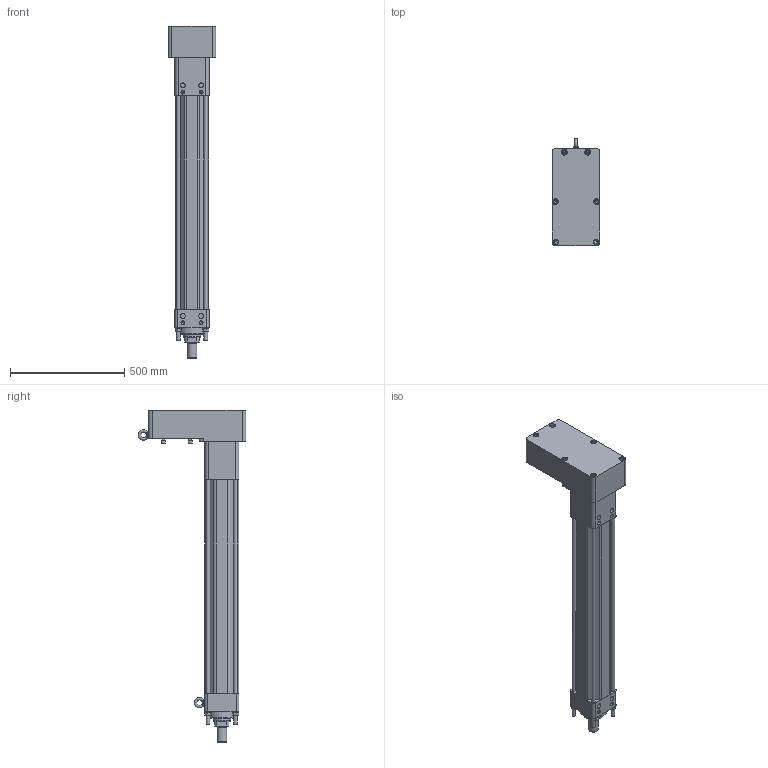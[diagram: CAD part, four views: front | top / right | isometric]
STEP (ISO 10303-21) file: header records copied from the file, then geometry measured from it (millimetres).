
FILE_DESCRIPTION (( 'STEP AP203' ), '1' );
FILE_NAME ('RS-492663-1.step', '2025-07-11T20:33:06', ( '' ), ( '' ), 'SwSTEP 2.0', 'SolidWorks 2024', '' );
FILE_SCHEMA (( 'CONFIG_CONTROL_DESIGN' ));
Length unit declared in the file: inch
Products named in the file (4): tempJoin0_21719011_RS-492663-1; tempJoin1_21719505_RS-492663-1; Base_RS-492663-1; RS-492663-1
Assembly tree (3 placements, depth 2):
  RS-492663-1
    tempJoin0_21719011_RS-492663-1
    tempJoin1_21719505_RS-492663-1
    Base_RS-492663-1
Bounding box: 209.55 x 470.95 x 1453.46 mm (x, y, z)
Volume: 25325241 mm3; surface area: 2403862.1 mm2
Topology: 12 solids, 16 shells, 1689 faces, 4539 edges, 2977 vertices
Faces by surface type: cylinder 887, plane 707, cone 71, bspline 12, torus 11, sphere 1
Full cylindrical faces by diameter (mm): 4.762 x1, 7.9 x1, 8 x2, 8.5 x8, 10.106 x4, 10.16 x6, 12 x4, 13.835 x2, 14 x10, 15.875 x13, 16.5 x6, 18 x4, 20.013 x4, 24 x6, 25 x2, 25.4 x7, 25.527 x4, 31.75 x1, 36.513 x2, 36.992 x1, 39.7 x1, 42 x1, 50.165 x1, 50.8 x1, 65.024 x1, 74.48 x1, 74.727 x2, 75 x1, 75.438 x1, 76.103 x2
Entity records: 54426 total; most frequent: CARTESIAN_POINT 11154, DIRECTION 9550, ORIENTED_EDGE 8576, EDGE_CURVE 4288, AXIS2_PLACEMENT_3D 3663, VERTEX_POINT 2897, VECTOR 2224, LINE 2224
